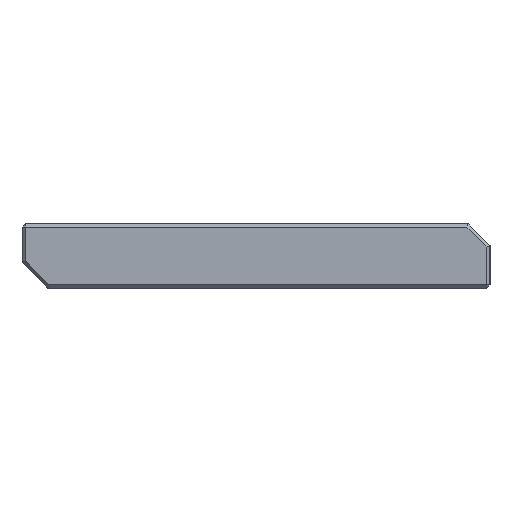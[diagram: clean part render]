
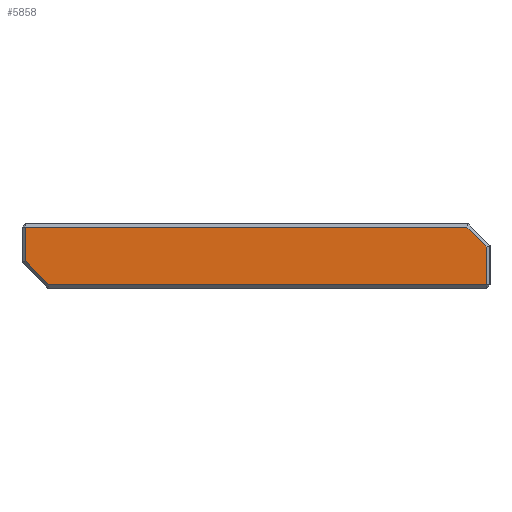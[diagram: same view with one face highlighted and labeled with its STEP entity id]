
A CAD part, left-side view. The second image highlights one B-rep face of the part: STEP entity #5858.
In plain terms, the highlighted planar face has unit normal (-1, 0, 0).
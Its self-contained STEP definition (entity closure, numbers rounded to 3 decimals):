
#161=PLANE('',#6437);
#405=FACE_OUTER_BOUND('',#767,.T.);
#767=EDGE_LOOP('',(#4801,#4802,#4803,#4804,#4805,#4806));
#1304=LINE('',#9668,#1886);
#1310=LINE('',#9681,#1892);
#1314=LINE('',#9688,#1896);
#1317=LINE('',#9693,#1899);
#1320=LINE('',#9699,#1902);
#1327=LINE('',#9711,#1909);
#1886=VECTOR('',#7758,10.);
#1892=VECTOR('',#7768,10.);
#1896=VECTOR('',#7776,10.);
#1899=VECTOR('',#7781,10.);
#1902=VECTOR('',#7786,10.);
#1909=VECTOR('',#7799,10.);
#2843=VERTEX_POINT('',#9652);
#2848=VERTEX_POINT('',#9667);
#2849=VERTEX_POINT('',#9671);
#2853=VERTEX_POINT('',#9680);
#2854=VERTEX_POINT('',#9687);
#2857=VERTEX_POINT('',#9698);
#3537=EDGE_CURVE('',#2843,#2848,#1304,.T.);
#3543=EDGE_CURVE('',#2849,#2853,#1310,.T.);
#3547=EDGE_CURVE('',#2854,#2849,#1314,.T.);
#3550=EDGE_CURVE('',#2848,#2854,#1317,.T.);
#3553=EDGE_CURVE('',#2853,#2857,#1320,.T.);
#3560=EDGE_CURVE('',#2857,#2843,#1327,.T.);
#4801=ORIENTED_EDGE('',*,*,#3543,.F.);
#4802=ORIENTED_EDGE('',*,*,#3547,.F.);
#4803=ORIENTED_EDGE('',*,*,#3550,.F.);
#4804=ORIENTED_EDGE('',*,*,#3537,.F.);
#4805=ORIENTED_EDGE('',*,*,#3560,.F.);
#4806=ORIENTED_EDGE('',*,*,#3553,.F.);
#5858=ADVANCED_FACE('',(#405),#161,.T.);
#6437=AXIS2_PLACEMENT_3D('',#9741,#7831,#7832);
#7758=DIRECTION('',(0.,-1.,0.));
#7768=DIRECTION('',(0.,1.,0.));
#7776=DIRECTION('',(0.,0.,-1.));
#7781=DIRECTION('',(0.,-0.707,-0.707));
#7786=DIRECTION('',(0.,0.699,0.716));
#7799=DIRECTION('',(0.,0.,1.));
#7831=DIRECTION('center_axis',(-1.,0.,0.));
#7832=DIRECTION('ref_axis',(0.,0.,1.));
#9652=CARTESIAN_POINT('',(-10.906,129.033,8.6));
#9667=CARTESIAN_POINT('',(-10.906,-14.256,8.6));
#9668=CARTESIAN_POINT('',(-10.906,89.34,8.6));
#9671=CARTESIAN_POINT('',(-10.906,-20.742,-10.2));
#9680=CARTESIAN_POINT('',(-10.906,121.412,-10.2));
#9681=CARTESIAN_POINT('',(-10.906,92.09,-10.2));
#9687=CARTESIAN_POINT('',(-10.906,-20.742,2.115));
#9688=CARTESIAN_POINT('',(-10.906,-20.742,2.6));
#9693=CARTESIAN_POINT('',(-10.906,16.927,39.783));
#9698=CARTESIAN_POINT('',(-10.906,129.033,-2.393));
#9699=CARTESIAN_POINT('',(-10.906,126.567,-4.919));
#9711=CARTESIAN_POINT('',(-10.906,129.033,2.6));
#9741=CARTESIAN_POINT('Origin',(-10.906,130.033,2.6));
